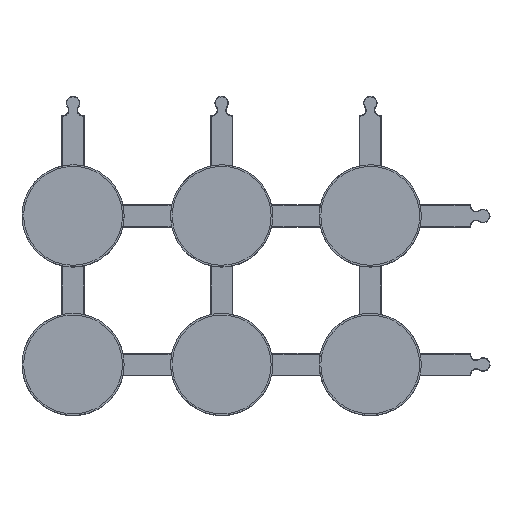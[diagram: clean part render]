
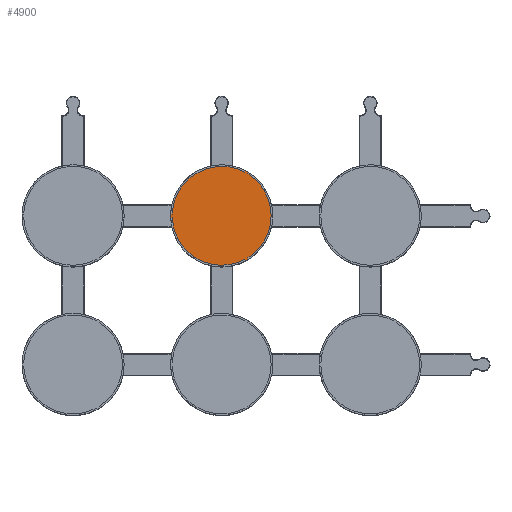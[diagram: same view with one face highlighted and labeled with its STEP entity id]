
A CAD part, top view. The second image highlights one B-rep face of the part: STEP entity #4900.
In plain terms, the highlighted face is planar.
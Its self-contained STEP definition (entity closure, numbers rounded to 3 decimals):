
#339=PLANE('',#5250);
#474=FACE_OUTER_BOUND('',#786,.T.);
#786=EDGE_LOOP('',(#3367,#3368,#3369,#3370,#3371,#3372,#3373,#3374,#3375,
#3376,#3377,#3378));
#1103=LINE('',#7730,#1425);
#1107=LINE('',#7737,#1429);
#1113=LINE('',#7757,#1435);
#1116=LINE('',#7763,#1438);
#1117=LINE('',#7766,#1439);
#1120=LINE('',#7771,#1442);
#1425=VECTOR('',#5979,10.);
#1429=VECTOR('',#5985,10.);
#1435=VECTOR('',#6011,10.);
#1438=VECTOR('',#6016,10.);
#1439=VECTOR('',#6019,10.);
#1442=VECTOR('',#6024,10.);
#1742=CIRCLE('',#5219,27.5);
#1744=CIRCLE('',#5221,27.5);
#1746=CIRCLE('',#5223,27.5);
#1751=CIRCLE('',#5233,26.6);
#1754=CIRCLE('',#5237,26.6);
#1756=CIRCLE('',#5247,26.6);
#2075=VERTEX_POINT('',#7694);
#2076=VERTEX_POINT('',#7696);
#2079=VERTEX_POINT('',#7702);
#2080=VERTEX_POINT('',#7704);
#2083=VERTEX_POINT('',#7710);
#2084=VERTEX_POINT('',#7712);
#2089=VERTEX_POINT('',#7727);
#2092=VERTEX_POINT('',#7734);
#2093=VERTEX_POINT('',#7739);
#2096=VERTEX_POINT('',#7747);
#2098=VERTEX_POINT('',#7761);
#2099=VERTEX_POINT('',#7765);
#2541=EDGE_CURVE('',#2075,#2076,#1742,.T.);
#2545=EDGE_CURVE('',#2079,#2080,#1744,.T.);
#2549=EDGE_CURVE('',#2083,#2084,#1746,.T.);
#2557=EDGE_CURVE('',#2089,#2079,#1103,.T.);
#2561=EDGE_CURVE('',#2080,#2092,#1107,.T.);
#2562=EDGE_CURVE('',#2093,#2092,#1751,.T.);
#2567=EDGE_CURVE('',#2089,#2096,#1754,.T.);
#2571=EDGE_CURVE('',#2076,#2096,#1113,.T.);
#2574=EDGE_CURVE('',#2098,#2075,#1116,.T.);
#2575=EDGE_CURVE('',#2084,#2099,#1117,.T.);
#2578=EDGE_CURVE('',#2093,#2083,#1120,.T.);
#2580=EDGE_CURVE('',#2098,#2099,#1756,.T.);
#3367=ORIENTED_EDGE('',*,*,#2567,.T.);
#3368=ORIENTED_EDGE('',*,*,#2571,.F.);
#3369=ORIENTED_EDGE('',*,*,#2541,.F.);
#3370=ORIENTED_EDGE('',*,*,#2574,.F.);
#3371=ORIENTED_EDGE('',*,*,#2580,.T.);
#3372=ORIENTED_EDGE('',*,*,#2575,.F.);
#3373=ORIENTED_EDGE('',*,*,#2549,.F.);
#3374=ORIENTED_EDGE('',*,*,#2578,.F.);
#3375=ORIENTED_EDGE('',*,*,#2562,.T.);
#3376=ORIENTED_EDGE('',*,*,#2561,.F.);
#3377=ORIENTED_EDGE('',*,*,#2545,.F.);
#3378=ORIENTED_EDGE('',*,*,#2557,.F.);
#4900=ADVANCED_FACE('',(#474),#339,.F.);
#5219=AXIS2_PLACEMENT_3D('',#7697,#5948,#5949);
#5221=AXIS2_PLACEMENT_3D('',#7705,#5954,#5955);
#5223=AXIS2_PLACEMENT_3D('',#7713,#5960,#5961);
#5233=AXIS2_PLACEMENT_3D('',#7740,#5988,#5989);
#5237=AXIS2_PLACEMENT_3D('',#7749,#5998,#5999);
#5247=AXIS2_PLACEMENT_3D('',#7774,#6029,#6030);
#5250=AXIS2_PLACEMENT_3D('',#7777,#6035,#6036);
#5948=DIRECTION('center_axis',(1.,0.,0.));
#5949=DIRECTION('ref_axis',(0.,1.,0.));
#5954=DIRECTION('center_axis',(1.,0.,0.));
#5955=DIRECTION('ref_axis',(0.,1.,0.));
#5960=DIRECTION('center_axis',(1.,0.,0.));
#5961=DIRECTION('ref_axis',(0.,1.,0.));
#5979=DIRECTION('',(0.,0.866,-0.5));
#5985=DIRECTION('',(0.,-0.866,0.5));
#5988=DIRECTION('center_axis',(-1.,0.,0.));
#5989=DIRECTION('ref_axis',(0.,-1.,0.));
#5998=DIRECTION('center_axis',(-1.,0.,0.));
#5999=DIRECTION('ref_axis',(0.,-1.,0.));
#6011=DIRECTION('',(0.,0.866,0.5));
#6016=DIRECTION('',(0.,-0.866,-0.5));
#6019=DIRECTION('',(0.,0.,-1.));
#6024=DIRECTION('',(0.,0.,1.));
#6029=DIRECTION('center_axis',(-1.,0.,0.));
#6030=DIRECTION('ref_axis',(0.,-1.,0.));
#6035=DIRECTION('center_axis',(1.,0.,0.));
#6036=DIRECTION('ref_axis',(0.,1.,0.));
#7694=CARTESIAN_POINT('',(0.,-24.288,-12.897));
#7696=CARTESIAN_POINT('',(0.,-23.313,-14.586));
#7697=CARTESIAN_POINT('Origin',(0.,0.,0.));
#7702=CARTESIAN_POINT('',(0.,23.313,-14.586));
#7704=CARTESIAN_POINT('',(0.,24.288,-12.897));
#7705=CARTESIAN_POINT('Origin',(0.,0.,0.));
#7710=CARTESIAN_POINT('',(0.,0.975,27.483));
#7712=CARTESIAN_POINT('',(0.,-0.975,27.483));
#7713=CARTESIAN_POINT('Origin',(0.,0.,0.));
#7727=CARTESIAN_POINT('',(0.,22.533,-14.135));
#7730=CARTESIAN_POINT('',(0.,19.864,-12.594));
#7734=CARTESIAN_POINT('',(0.,23.508,-12.447));
#7737=CARTESIAN_POINT('',(0.,26.901,-14.406));
#7739=CARTESIAN_POINT('',(0.,0.975,26.582));
#7740=CARTESIAN_POINT('Origin',(0.,0.,0.));
#7747=CARTESIAN_POINT('',(0.,-22.533,-14.135));
#7749=CARTESIAN_POINT('Origin',(0.,0.,0.));
#7757=CARTESIAN_POINT('',(0.,-25.926,-16.094));
#7761=CARTESIAN_POINT('',(0.,-23.508,-12.447));
#7763=CARTESIAN_POINT('',(0.,-20.839,-10.906));
#7765=CARTESIAN_POINT('',(0.,-0.975,26.582));
#7766=CARTESIAN_POINT('',(0.,-0.975,30.5));
#7771=CARTESIAN_POINT('',(0.,0.975,23.5));
#7774=CARTESIAN_POINT('Origin',(0.,0.,0.));
#7777=CARTESIAN_POINT('Origin',(0.,0.,0.));
